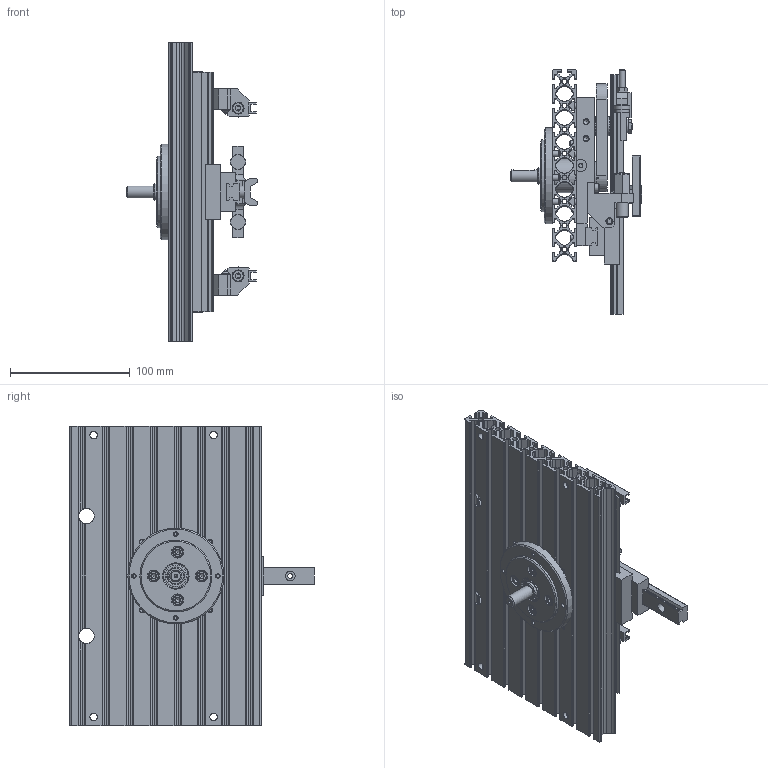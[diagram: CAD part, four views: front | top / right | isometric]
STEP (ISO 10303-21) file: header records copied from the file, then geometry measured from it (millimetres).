
FILE_DESCRIPTION(/* description */ ('STEP AP214'),/* implementation_level */ '2;1');
FILE_NAME(/* name */ '533613_HSP-16-AS',/* time_stamp */ '2024-08-29T12:21:47+02:00',/* author */ ('License CC BY-ND 4.0'),/* organization */ ('CADENAS'),/* preprocessor_version */ 'ST-DEVELOPER v19.3',/* originating_system */ 'PARTsolutions',/* authorisation */ ' ');
FILE_SCHEMA (('AUTOMOTIVE_DESIGN {1 0 10303 214 3 1 1}'));
Length unit declared in the file: millimetre
Products named in the file (37): 533613 HSP-16-AS---(1_0_0_0_0_); 533613 HSP-16-AS---(PL_0_0_0_0_0); 533613 HSP-16---(FL); DIN-625-61801(F); DIN-912 - M5x10(F); 533613 HSP-16---(WELLE); 533613 HSP-16---(BU_0); HSP-16---(MITN); DIN-912 - M3x10(F); 657668 HSP-16---(UNTERL); DIN-912 - M4x8(F); HSP-16---(KF); 533613 HSP-16---(KF1); HSP-16---(KF2); 657675 HSP-16---(STEG); DIN 125-1-A-6.4; DIN 439-A - M6; DIN 934 - M5(F); 657743 HSP-16; HSP-16---(KRV); DIN-7984 - M3x12(F); 351838; 664700 Halter-(H); Sloted round nut DIN 546 M3; HSP-16---(KuL); DIN-912 - M5x16(F); 657697 HSP-16---(SCHR); 657676 HSP-16---(WINL); DIN-912 - M4x12(F); 657108 HSP-12-SCHIENE; DIN 965 M3x4; 682393 HSP-16-AE; 657699 HSP-16-DRUCKSTUECK; 189654 HMBN-5-M5; HSP-16---(KuR); 657677 HSP-16---(WINR); HSP-16---(KuM)
Assembly tree (73 placements, depth 2):
  533613 HSP-16-AS---(1_0_0_0_0_)
    533613 HSP-16-AS---(PL_0_0_0_0_0)
    533613 HSP-16---(FL)
    DIN-625-61801(F)  x2
    DIN-912 - M5x10(F)  x6
    533613 HSP-16---(WELLE)
    533613 HSP-16---(BU_0)
    HSP-16---(MITN)
    DIN-912 - M3x10(F)  x8
    657668 HSP-16---(UNTERL)
    DIN-912 - M4x8(F)  x4
    HSP-16---(KF)
    533613 HSP-16---(KF1)
    HSP-16---(KF2)
    657675 HSP-16---(STEG)
    DIN 125-1-A-6.4
    DIN 439-A - M6
    DIN 934 - M5(F)  x2
    657743 HSP-16  x2
    HSP-16---(KRV)
    DIN-7984 - M3x12(F)
    351838
    664700 Halter-(H)
    Sloted round nut DIN 546 M3
    HSP-16---(KuL)
    DIN-912 - M5x16(F)  x6
    657697 HSP-16---(SCHR)  x2
    657676 HSP-16---(WINL)
    DIN-912 - M4x12(F)  x4
    657108 HSP-12-SCHIENE  x2
    DIN 965 M3x4  x2
    682393 HSP-16-AE  x2
    657699 HSP-16-DRUCKSTUECK  x2
    189654 HMBN-5-M5  x7
    HSP-16---(KuR)
    657677 HSP-16---(WINR)
    HSP-16---(KuM)
Bounding box: 109.4 x 204 x 250 mm (x, y, z)
Volume: 713889.6 mm3; surface area: 445717.6 mm2
Topology: 73 solids, 73 shells, 2421 faces, 5909 edges, 3687 vertices
Faces by surface type: plane 1261, cylinder 679, cone 454, torus 20, sphere 7
Full cylindrical faces by diameter (mm): 2.161 x2, 2.459 x14, 3 x11, 3.242 x16, 3.4 x3, 3.5 x5, 4 x11, 4.134 x15, 4.2 x11, 4.3 x5, 4.5 x8, 4.917 x8, 5 x17, 5.5 x21, 5.6 x2, 6 x13, 6.2 x5, 6.3 x8, 6.4 x2, 6.5 x1, 7 x8, 8 x13, 8.1 x2, 8.376 x2, 8.5 x12, 10 x20, 11.5 x1, 12 x7, 12.45 x3, 12.8 x2
Entity records: 44782 total; most frequent: CARTESIAN_POINT 8391, DIRECTION 7396, ORIENTED_EDGE 6770, EDGE_CURVE 3385, AXIS2_PLACEMENT_3D 2702, VERTEX_POINT 2414, FACE_BOUND 2103, EDGE_LOOP 2086
